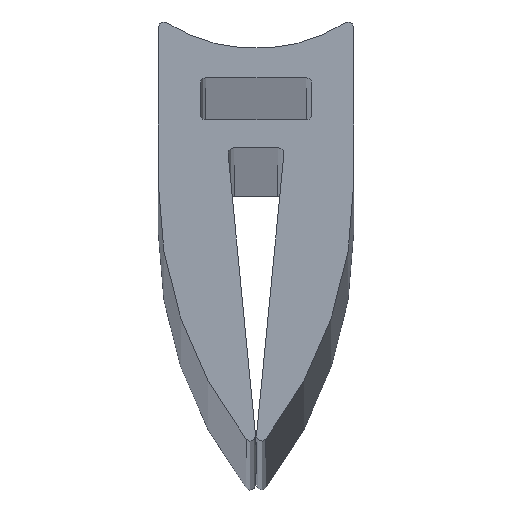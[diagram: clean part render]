
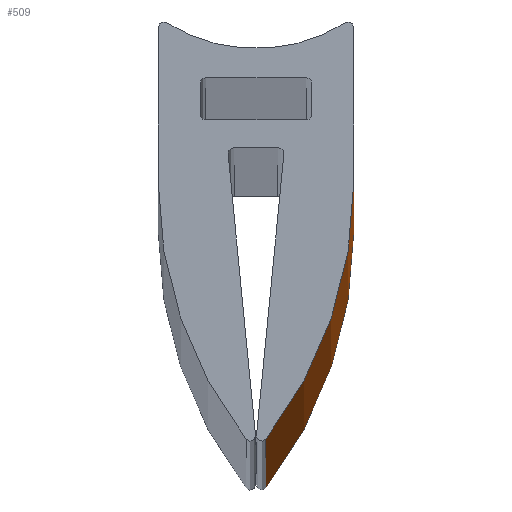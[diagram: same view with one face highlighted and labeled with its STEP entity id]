
A CAD part, top view. The second image highlights one B-rep face of the part: STEP entity #509.
In plain terms, the highlighted cylindrical face has radius 15 mm (diameter 30 mm), a partial arc.
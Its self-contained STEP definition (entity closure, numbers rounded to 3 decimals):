
#113 = CARTESIAN_POINT ( 'NONE',  ( -11.5, -4.785, -500. ) ) ;
#117 = DIRECTION ( 'NONE',  ( 0., 0., 1. ) ) ;
#118 = DIRECTION ( 'NONE',  ( 1., 0., 0. ) ) ;
#141 = LINE ( 'NONE', #142, #646 ) ;
#142 = CARTESIAN_POINT ( 'NONE',  ( 0.355, -13.975, 500. ) ) ;
#143 = DIRECTION ( 'NONE',  ( 0., 0., -1. ) ) ;
#192 = ORIENTED_EDGE ( 'NONE', *, *, #595, .F. ) ;
#194 = ORIENTED_EDGE ( 'NONE', *, *, #637, .T. ) ;
#207 = ORIENTED_EDGE ( 'NONE', *, *, #507, .F. ) ;
#259 = AXIS2_PLACEMENT_3D ( 'NONE', #113, #117, #118 ) ;
#325 = EDGE_LOOP ( 'NONE', ( #354, #207, #192, #194 ) ) ;
#354 = ORIENTED_EDGE ( 'NONE', *, *, #629, .T. ) ;
#356 = VERTEX_POINT ( 'NONE', #413 ) ;
#370 = VERTEX_POINT ( 'NONE', #427 ) ;
#383 = VERTEX_POINT ( 'NONE', #440 ) ;
#394 = VERTEX_POINT ( 'NONE', #451 ) ;
#413 = CARTESIAN_POINT ( 'NONE',  ( 3.5, -4.785, -500. ) ) ;
#427 = CARTESIAN_POINT ( 'NONE',  ( 3.5, -4.785, 500. ) ) ;
#440 = CARTESIAN_POINT ( 'NONE',  ( 0.355, -13.975, 500. ) ) ;
#451 = CARTESIAN_POINT ( 'NONE',  ( 0.355, -13.975, -500. ) ) ;
#468 = LINE ( 'NONE', #469, #657 ) ;
#469 = CARTESIAN_POINT ( 'NONE',  ( 3.5, -4.785, 500. ) ) ;
#470 = DIRECTION ( 'NONE',  ( 0., 0., -1. ) ) ;
#471 = CARTESIAN_POINT ( 'NONE',  ( -11.5, -4.785, 500. ) ) ;
#472 = DIRECTION ( 'NONE',  ( 0., 0., -1. ) ) ;
#473 = DIRECTION ( 'NONE',  ( -1., 0., 0. ) ) ;
#507 = EDGE_CURVE ( 'NONE', #370, #356, #468, .T. ) ;
#509 = ADVANCED_FACE ( 'NONE', ( #684 ), #659, .T. ) ;
#514 = CIRCLE ( 'NONE', #259, 15. ) ;
#544 = CIRCLE ( 'NONE', #749, 15. ) ;
#595 = EDGE_CURVE ( 'NONE', #383, #370, #544, .T. ) ;
#629 = EDGE_CURVE ( 'NONE', #394, #356, #514, .T. ) ;
#637 = EDGE_CURVE ( 'NONE', #383, #394, #141, .T. ) ;
#646 = VECTOR ( 'NONE', #143, 1000. ) ;
#657 = VECTOR ( 'NONE', #470, 1000. ) ;
#659 = CYLINDRICAL_SURFACE ( 'NONE', #661, 15. ) ;
#661 = AXIS2_PLACEMENT_3D ( 'NONE', #471, #472, #473 ) ;
#684 = FACE_OUTER_BOUND ( 'NONE', #325, .T. ) ;
#749 = AXIS2_PLACEMENT_3D ( 'NONE', #904, #905, #906 ) ;
#904 = CARTESIAN_POINT ( 'NONE',  ( -11.5, -4.785, 500. ) ) ;
#905 = DIRECTION ( 'NONE',  ( 0., 0., 1. ) ) ;
#906 = DIRECTION ( 'NONE',  ( 1., 0., 0. ) ) ;
